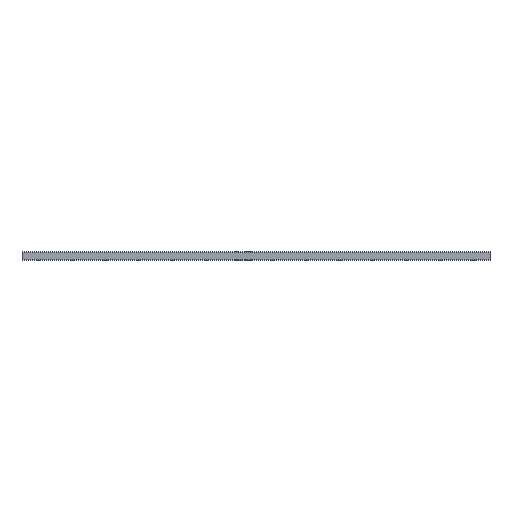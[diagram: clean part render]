
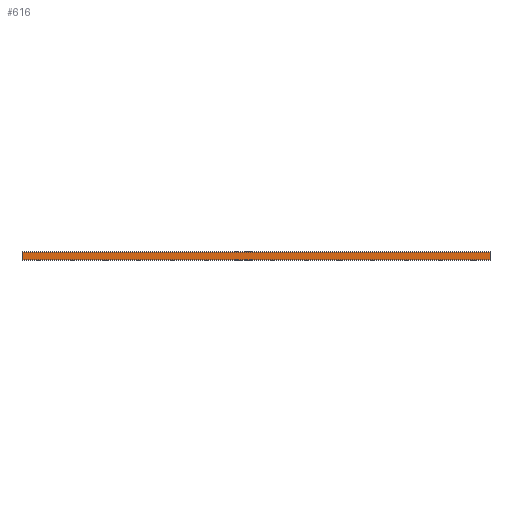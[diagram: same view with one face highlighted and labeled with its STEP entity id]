
A CAD part, front view. The second image highlights one B-rep face of the part: STEP entity #616.
In plain terms, the highlighted planar face has unit normal (0, -1, 0).
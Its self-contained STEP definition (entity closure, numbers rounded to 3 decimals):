
#214 = ORIENTED_EDGE ( 'NONE', *, *, #406, .F. ) ;
#366 = VECTOR ( 'NONE', #2512, 1000. ) ;
#406 = EDGE_CURVE ( 'NONE', #2682, #1300, #2089, .T. ) ;
#463 = CARTESIAN_POINT ( 'NONE',  ( 1340., -20.005, 8.88 ) ) ;
#477 = EDGE_LOOP ( 'NONE', ( #214, #1256, #594, #1704 ) ) ;
#594 = ORIENTED_EDGE ( 'NONE', *, *, #729, .F. ) ;
#599 = DIRECTION ( 'NONE',  ( -1., 0., 0. ) ) ;
#616 = ADVANCED_FACE ( 'NONE', ( #2881 ), #2641, .F. ) ;
#729 = EDGE_CURVE ( 'NONE', #1170, #2451, #2049, .T. ) ;
#747 = CARTESIAN_POINT ( 'NONE',  ( 0., -20.005, 8.88 ) ) ;
#992 = CARTESIAN_POINT ( 'NONE',  ( 0., -20.005, -9.87 ) ) ;
#1039 = VECTOR ( 'NONE', #599, 1000. ) ;
#1134 = DIRECTION ( 'NONE',  ( 1., 0., 0. ) ) ;
#1170 = VERTEX_POINT ( 'NONE', #2480 ) ;
#1256 = ORIENTED_EDGE ( 'NONE', *, *, #2368, .F. ) ;
#1271 = CARTESIAN_POINT ( 'NONE',  ( 1340., -20.005, -8.88 ) ) ;
#1300 = VERTEX_POINT ( 'NONE', #2809 ) ;
#1427 = CARTESIAN_POINT ( 'NONE',  ( 1120., -20.005, -9.87 ) ) ;
#1439 = DIRECTION ( 'NONE',  ( 0., 1., 0. ) ) ;
#1563 = LINE ( 'NONE', #992, #366 ) ;
#1704 = ORIENTED_EDGE ( 'NONE', *, *, #2576, .T. ) ;
#2049 = LINE ( 'NONE', #1271, #1039 ) ;
#2089 = LINE ( 'NONE', #3076, #2260 ) ;
#2260 = VECTOR ( 'NONE', #1134, 1000. ) ;
#2368 = EDGE_CURVE ( 'NONE', #2451, #2682, #1563, .T. ) ;
#2407 = DIRECTION ( 'NONE',  ( 0., 0., 1. ) ) ;
#2451 = VERTEX_POINT ( 'NONE', #2834 ) ;
#2480 = CARTESIAN_POINT ( 'NONE',  ( 1120., -20.005, -8.88 ) ) ;
#2512 = DIRECTION ( 'NONE',  ( 0., 0., 1. ) ) ;
#2576 = EDGE_CURVE ( 'NONE', #1170, #1300, #2894, .T. ) ;
#2617 = AXIS2_PLACEMENT_3D ( 'NONE', #463, #1439, #2407 ) ;
#2629 = DIRECTION ( 'NONE',  ( 0., 0., 1. ) ) ;
#2641 = PLANE ( 'NONE',  #2617 ) ;
#2650 = VECTOR ( 'NONE', #2629, 1000. ) ;
#2682 = VERTEX_POINT ( 'NONE', #747 ) ;
#2809 = CARTESIAN_POINT ( 'NONE',  ( 1120., -20.005, 8.88 ) ) ;
#2834 = CARTESIAN_POINT ( 'NONE',  ( 0., -20.005, -8.88 ) ) ;
#2881 = FACE_OUTER_BOUND ( 'NONE', #477, .T. ) ;
#2894 = LINE ( 'NONE', #1427, #2650 ) ;
#3076 = CARTESIAN_POINT ( 'NONE',  ( 1340., -20.005, 8.88 ) ) ;
